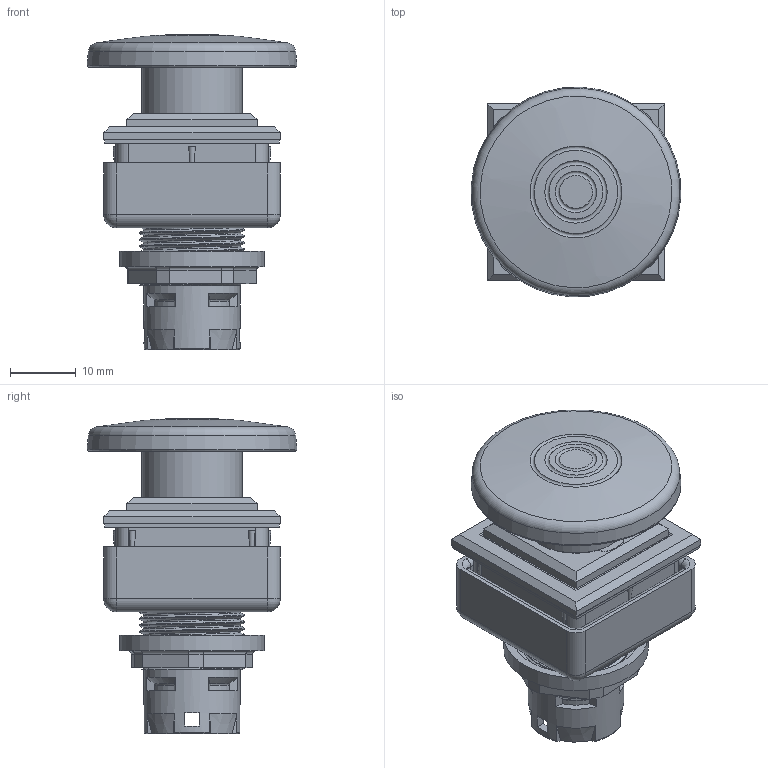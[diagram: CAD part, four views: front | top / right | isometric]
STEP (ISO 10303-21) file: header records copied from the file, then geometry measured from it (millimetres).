
FILE_DESCRIPTION(/* description */ (''),/* implementation_level */ '2;1');
FILE_NAME(/* name */ 'QXJS.stp',/* time_stamp */ '2017-04-21T08:50:32+02:00',/* author */ ('ahoffmann'),/* organization */ (''),/* preprocessor_version */ 'ST-DEVELOPER v16.1',/* originating_system */ 'Autodesk Inventor 2016',/* authorisation */ '');
FILE_SCHEMA (('AUTOMOTIVE_DESIGN { 1 0 10303 214 3 1 1 }'));
Length unit declared in the file: centimetre
Products named in the file (1): QXJS_vereinfacht
Bounding box: 31.96 x 31.96 x 48.01 mm (x, y, z)
Volume: 17332.1 mm3; surface area: 9401.6 mm2
Topology: 1 solids, 6 shells, 358 faces, 886 edges, 553 vertices
Faces by surface type: plane 184, cylinder 100, cone 21, bspline 21, torus 19, sphere 13
Full cylindrical faces by diameter (mm): 9.8 x1, 12.1 x1, 14.65 x1, 15.3 x1, 16.5 x1, 19.5 x1, 22 x1
Entity records: 13553 total; most frequent: CARTESIAN_POINT 5395, ORIENTED_EDGE 1692, DIRECTION 1655, EDGE_CURVE 846, AXIS2_PLACEMENT_3D 597, VERTEX_POINT 544, LINE 461, VECTOR 461
